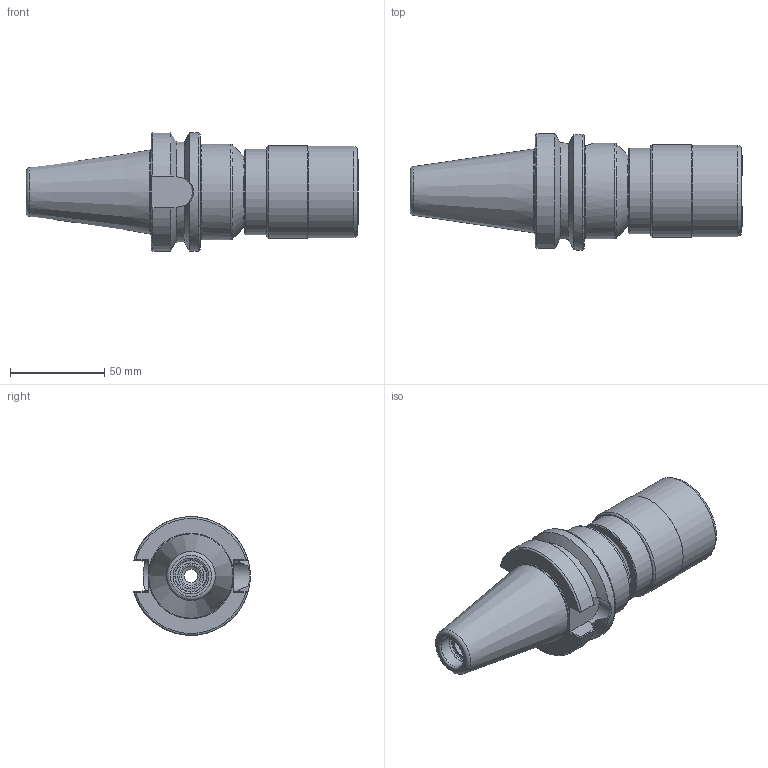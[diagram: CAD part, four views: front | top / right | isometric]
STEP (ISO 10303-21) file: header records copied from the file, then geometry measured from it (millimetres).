
FILE_DESCRIPTION(/* description */ (''),/* implementation_level */ '2;1');
FILE_NAME(/* name */ 'DBT40-RT2-0436.stp',/* time_stamp */ '2019-08-02T14:39:06-05:00',/* author */ ('ldfli'),/* organization */ (''),/* preprocessor_version */ 'ST-DEVELOPER v18',/* originating_system */ 'Autodesk Inventor LT',/* authorisation */ '');
FILE_SCHEMA (('AUTOMOTIVE_DESIGN { 1 0 10303 214 3 1 1 }'));
Length unit declared in the file: millimetre
Products named in the file (1): DBT40-RT2-0436
Bounding box: 176.2 x 61.83 x 62.87 mm (x, y, z)
Volume: 227685.2 mm3; surface area: 61053.2 mm2
Topology: 2 solids, 3 shells, 133 faces, 393 edges, 274 vertices
Faces by surface type: plane 46, cylinder 35, cone 23, torus 20, bspline 9
Full cylindrical faces by diameter (mm): 7 x1, 10 x1, 13.835 x1, 17 x1, 17.323 x1, 17.5 x1, 20 x1, 24.4 x1, 25.4 x2, 26.4 x1, 31 x1, 31.4 x1, 39.6 x1, 40 x3, 44 x1, 44.45 x1, 44.5 x1, 45.5 x1, 46 x1, 48.5 x1, 49 x1, 50.8 x1
Entity records: 5221 total; most frequent: CARTESIAN_POINT 1532, ORIENTED_EDGE 786, DIRECTION 784, EDGE_CURVE 393, AXIS2_PLACEMENT_3D 334, VERTEX_POINT 274, CIRCLE 206, EDGE_LOOP 149
